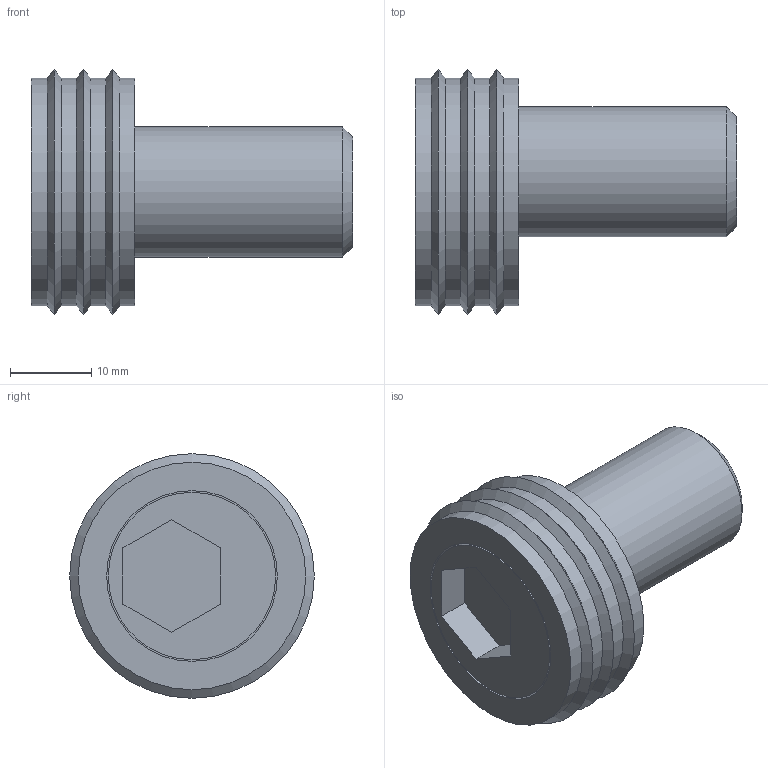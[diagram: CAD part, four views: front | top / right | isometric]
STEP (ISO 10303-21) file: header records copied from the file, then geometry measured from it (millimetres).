
FILE_DESCRIPTION( ( 'STEP AP214' ), '1' );
FILE_NAME( 'K0025.16.stp', '2020-11-24T15:04:47', ( '' ), ( '' ), ' ', 'PARTsolutions', ' ' );
FILE_SCHEMA( ( 'AUTOMOTIVE_DESIGN { 1 0 10303 214 1 1 1 1 }' ) );
Length unit declared in the file: millimetre
Products named in the file (1): _K0025.16
Bounding box: 39.5 x 30.1 x 30.1 mm (x, y, z)
Volume: 12841 mm3; surface area: 4939.4 mm2
Topology: 1 solids, 1 shells, 26 faces, 50 edges, 30 vertices
Faces by surface type: plane 12, cone 7, cylinder 7
Full cylindrical faces by diameter (mm): 16 x1, 20.6 x1, 21 x1, 28 x4
Entity records: 806 total; most frequent: DIRECTION 108, CARTESIAN_POINT 93, ORIENTED_EDGE 72, AXIS2_PLACEMENT_3D 45, EDGE_LOOP 44, EDGE_CURVE 36, FACE_OUTER_BOUND 33, VERTEX_POINT 30
